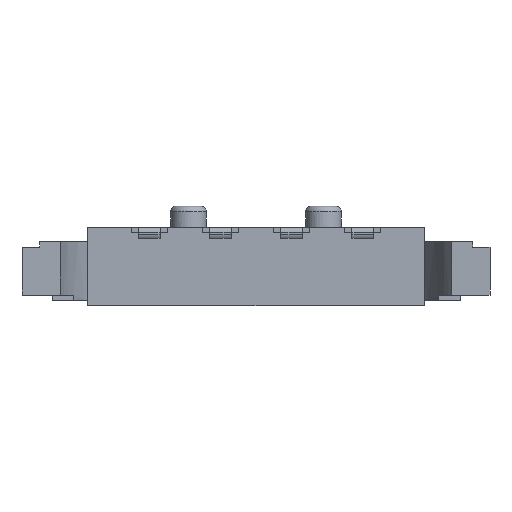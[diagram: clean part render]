
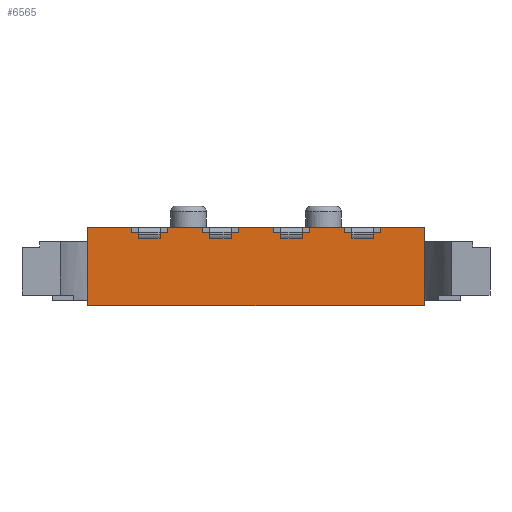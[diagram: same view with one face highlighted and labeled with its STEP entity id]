
A CAD part, front view. The second image highlights one B-rep face of the part: STEP entity #6565.
In plain terms, the highlighted planar face has unit normal (0, -1, 0).
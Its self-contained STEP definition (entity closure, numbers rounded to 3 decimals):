
#116=PLANE('',#7145);
#533=FACE_OUTER_BOUND('',#891,.T.);
#891=EDGE_LOOP('',(#5349,#5350,#5351,#5352,#5353,#5354,#5355,#5356,#5357,
#5358,#5359,#5360,#5361,#5362,#5363,#5364,#5365,#5366,#5367,#5368,#5369,
#5370,#5371,#5372,#5373,#5374,#5375,#5376,#5377,#5378,#5379,#5380,#5381,
#5382,#5383,#5384));
#1161=LINE('',#9590,#1841);
#1430=LINE('',#10447,#2110);
#1431=LINE('',#10451,#2111);
#1432=LINE('',#10453,#2112);
#1433=LINE('',#10455,#2113);
#1434=LINE('',#10457,#2114);
#1435=LINE('',#10458,#2115);
#1436=LINE('',#10460,#2116);
#1437=LINE('',#10462,#2117);
#1438=LINE('',#10464,#2118);
#1439=LINE('',#10466,#2119);
#1440=LINE('',#10468,#2120);
#1441=LINE('',#10470,#2121);
#1442=LINE('',#10472,#2122);
#1443=LINE('',#10474,#2123);
#1444=LINE('',#10476,#2124);
#1445=LINE('',#10478,#2125);
#1446=LINE('',#10480,#2126);
#1447=LINE('',#10482,#2127);
#1448=LINE('',#10484,#2128);
#1449=LINE('',#10486,#2129);
#1450=LINE('',#10488,#2130);
#1451=LINE('',#10490,#2131);
#1452=LINE('',#10492,#2132);
#1453=LINE('',#10494,#2133);
#1454=LINE('',#10496,#2134);
#1455=LINE('',#10498,#2135);
#1456=LINE('',#10500,#2136);
#1457=LINE('',#10502,#2137);
#1458=LINE('',#10504,#2138);
#1459=LINE('',#10506,#2139);
#1460=LINE('',#10508,#2140);
#1461=LINE('',#10510,#2141);
#1462=LINE('',#10512,#2142);
#1463=LINE('',#10514,#2143);
#1464=LINE('',#10515,#2144);
#1841=VECTOR('',#7591,9.454);
#2110=VECTOR('',#8500,2.2);
#2111=VECTOR('',#8503,0.15);
#2112=VECTOR('',#8504,0.2);
#2113=VECTOR('',#8505,0.15);
#2114=VECTOR('',#8506,1.227);
#2115=VECTOR('',#8507,2.2);
#2116=VECTOR('',#8508,1.227);
#2117=VECTOR('',#8509,0.15);
#2118=VECTOR('',#8510,0.2);
#2119=VECTOR('',#8511,0.15);
#2120=VECTOR('',#8512,0.6);
#2121=VECTOR('',#8513,0.15);
#2122=VECTOR('',#8514,0.2);
#2123=VECTOR('',#8515,0.15);
#2124=VECTOR('',#8516,1.);
#2125=VECTOR('',#8517,0.15);
#2126=VECTOR('',#8518,0.2);
#2127=VECTOR('',#8519,0.15);
#2128=VECTOR('',#8520,0.6);
#2129=VECTOR('',#8521,0.15);
#2130=VECTOR('',#8522,0.2);
#2131=VECTOR('',#8523,0.15);
#2132=VECTOR('',#8524,1.);
#2133=VECTOR('',#8525,0.15);
#2134=VECTOR('',#8526,0.2);
#2135=VECTOR('',#8527,0.15);
#2136=VECTOR('',#8528,0.6);
#2137=VECTOR('',#8529,0.15);
#2138=VECTOR('',#8530,0.2);
#2139=VECTOR('',#8531,0.15);
#2140=VECTOR('',#8532,1.);
#2141=VECTOR('',#8533,0.15);
#2142=VECTOR('',#8534,0.2);
#2143=VECTOR('',#8535,0.15);
#2144=VECTOR('',#8536,0.6);
#2845=VERTEX_POINT('',#9587);
#2846=VERTEX_POINT('',#9589);
#3114=VERTEX_POINT('',#10445);
#3115=VERTEX_POINT('',#10449);
#3116=VERTEX_POINT('',#10450);
#3117=VERTEX_POINT('',#10452);
#3118=VERTEX_POINT('',#10454);
#3119=VERTEX_POINT('',#10456);
#3120=VERTEX_POINT('',#10459);
#3121=VERTEX_POINT('',#10461);
#3122=VERTEX_POINT('',#10463);
#3123=VERTEX_POINT('',#10465);
#3124=VERTEX_POINT('',#10467);
#3125=VERTEX_POINT('',#10469);
#3126=VERTEX_POINT('',#10471);
#3127=VERTEX_POINT('',#10473);
#3128=VERTEX_POINT('',#10475);
#3129=VERTEX_POINT('',#10477);
#3130=VERTEX_POINT('',#10479);
#3131=VERTEX_POINT('',#10481);
#3132=VERTEX_POINT('',#10483);
#3133=VERTEX_POINT('',#10485);
#3134=VERTEX_POINT('',#10487);
#3135=VERTEX_POINT('',#10489);
#3136=VERTEX_POINT('',#10491);
#3137=VERTEX_POINT('',#10493);
#3138=VERTEX_POINT('',#10495);
#3139=VERTEX_POINT('',#10497);
#3140=VERTEX_POINT('',#10499);
#3141=VERTEX_POINT('',#10501);
#3142=VERTEX_POINT('',#10503);
#3143=VERTEX_POINT('',#10505);
#3144=VERTEX_POINT('',#10507);
#3145=VERTEX_POINT('',#10509);
#3146=VERTEX_POINT('',#10511);
#3147=VERTEX_POINT('',#10513);
#3483=EDGE_CURVE('',#2845,#2846,#1161,.T.);
#3920=EDGE_CURVE('',#3114,#2845,#1430,.T.);
#3921=EDGE_CURVE('',#3115,#3116,#1431,.T.);
#3922=EDGE_CURVE('',#3116,#3117,#1432,.T.);
#3923=EDGE_CURVE('',#3117,#3118,#1433,.T.);
#3924=EDGE_CURVE('',#3118,#3119,#1434,.T.);
#3925=EDGE_CURVE('',#3119,#2846,#1435,.T.);
#3926=EDGE_CURVE('',#3114,#3120,#1436,.T.);
#3927=EDGE_CURVE('',#3121,#3120,#1437,.T.);
#3928=EDGE_CURVE('',#3121,#3122,#1438,.T.);
#3929=EDGE_CURVE('',#3123,#3122,#1439,.T.);
#3930=EDGE_CURVE('',#3123,#3124,#1440,.T.);
#3931=EDGE_CURVE('',#3124,#3125,#1441,.T.);
#3932=EDGE_CURVE('',#3125,#3126,#1442,.T.);
#3933=EDGE_CURVE('',#3126,#3127,#1443,.T.);
#3934=EDGE_CURVE('',#3127,#3128,#1444,.T.);
#3935=EDGE_CURVE('',#3129,#3128,#1445,.T.);
#3936=EDGE_CURVE('',#3129,#3130,#1446,.T.);
#3937=EDGE_CURVE('',#3131,#3130,#1447,.T.);
#3938=EDGE_CURVE('',#3131,#3132,#1448,.T.);
#3939=EDGE_CURVE('',#3132,#3133,#1449,.T.);
#3940=EDGE_CURVE('',#3133,#3134,#1450,.T.);
#3941=EDGE_CURVE('',#3134,#3135,#1451,.T.);
#3942=EDGE_CURVE('',#3135,#3136,#1452,.T.);
#3943=EDGE_CURVE('',#3137,#3136,#1453,.T.);
#3944=EDGE_CURVE('',#3137,#3138,#1454,.T.);
#3945=EDGE_CURVE('',#3139,#3138,#1455,.T.);
#3946=EDGE_CURVE('',#3139,#3140,#1456,.T.);
#3947=EDGE_CURVE('',#3140,#3141,#1457,.T.);
#3948=EDGE_CURVE('',#3141,#3142,#1458,.T.);
#3949=EDGE_CURVE('',#3142,#3143,#1459,.T.);
#3950=EDGE_CURVE('',#3143,#3144,#1460,.T.);
#3951=EDGE_CURVE('',#3145,#3144,#1461,.T.);
#3952=EDGE_CURVE('',#3145,#3146,#1462,.T.);
#3953=EDGE_CURVE('',#3147,#3146,#1463,.T.);
#3954=EDGE_CURVE('',#3147,#3115,#1464,.T.);
#5349=ORIENTED_EDGE('',*,*,#3921,.T.);
#5350=ORIENTED_EDGE('',*,*,#3922,.T.);
#5351=ORIENTED_EDGE('',*,*,#3923,.T.);
#5352=ORIENTED_EDGE('',*,*,#3924,.T.);
#5353=ORIENTED_EDGE('',*,*,#3925,.T.);
#5354=ORIENTED_EDGE('',*,*,#3483,.F.);
#5355=ORIENTED_EDGE('',*,*,#3920,.F.);
#5356=ORIENTED_EDGE('',*,*,#3926,.T.);
#5357=ORIENTED_EDGE('',*,*,#3927,.F.);
#5358=ORIENTED_EDGE('',*,*,#3928,.T.);
#5359=ORIENTED_EDGE('',*,*,#3929,.F.);
#5360=ORIENTED_EDGE('',*,*,#3930,.T.);
#5361=ORIENTED_EDGE('',*,*,#3931,.T.);
#5362=ORIENTED_EDGE('',*,*,#3932,.T.);
#5363=ORIENTED_EDGE('',*,*,#3933,.T.);
#5364=ORIENTED_EDGE('',*,*,#3934,.T.);
#5365=ORIENTED_EDGE('',*,*,#3935,.F.);
#5366=ORIENTED_EDGE('',*,*,#3936,.T.);
#5367=ORIENTED_EDGE('',*,*,#3937,.F.);
#5368=ORIENTED_EDGE('',*,*,#3938,.T.);
#5369=ORIENTED_EDGE('',*,*,#3939,.T.);
#5370=ORIENTED_EDGE('',*,*,#3940,.T.);
#5371=ORIENTED_EDGE('',*,*,#3941,.T.);
#5372=ORIENTED_EDGE('',*,*,#3942,.T.);
#5373=ORIENTED_EDGE('',*,*,#3943,.F.);
#5374=ORIENTED_EDGE('',*,*,#3944,.T.);
#5375=ORIENTED_EDGE('',*,*,#3945,.F.);
#5376=ORIENTED_EDGE('',*,*,#3946,.T.);
#5377=ORIENTED_EDGE('',*,*,#3947,.T.);
#5378=ORIENTED_EDGE('',*,*,#3948,.T.);
#5379=ORIENTED_EDGE('',*,*,#3949,.T.);
#5380=ORIENTED_EDGE('',*,*,#3950,.T.);
#5381=ORIENTED_EDGE('',*,*,#3951,.F.);
#5382=ORIENTED_EDGE('',*,*,#3952,.T.);
#5383=ORIENTED_EDGE('',*,*,#3953,.F.);
#5384=ORIENTED_EDGE('',*,*,#3954,.T.);
#6565=ADVANCED_FACE('',(#533),#116,.T.);
#7145=AXIS2_PLACEMENT_3D('',#10448,#8501,#8502);
#7591=DIRECTION('',(-1.,0.,0.));
#8500=DIRECTION('',(0.,0.,-1.));
#8501=DIRECTION('center_axis',(0.,-1.,0.));
#8502=DIRECTION('ref_axis',(0.,0.,-1.));
#8503=DIRECTION('',(0.,0.,1.));
#8504=DIRECTION('',(-1.,0.,0.));
#8505=DIRECTION('',(0.,0.,1.));
#8506=DIRECTION('',(-1.,0.,0.));
#8507=DIRECTION('',(0.,0.,-1.));
#8508=DIRECTION('',(-1.,0.,0.));
#8509=DIRECTION('',(0.,0.,1.));
#8510=DIRECTION('',(-1.,0.,0.));
#8511=DIRECTION('',(0.,0.,1.));
#8512=DIRECTION('',(-1.,0.,0.));
#8513=DIRECTION('',(0.,0.,1.));
#8514=DIRECTION('',(-1.,0.,0.));
#8515=DIRECTION('',(0.,0.,1.));
#8516=DIRECTION('',(-1.,0.,0.));
#8517=DIRECTION('',(0.,0.,1.));
#8518=DIRECTION('',(-1.,0.,0.));
#8519=DIRECTION('',(0.,0.,1.));
#8520=DIRECTION('',(-1.,0.,0.));
#8521=DIRECTION('',(0.,0.,1.));
#8522=DIRECTION('',(-1.,0.,0.));
#8523=DIRECTION('',(0.,0.,1.));
#8524=DIRECTION('',(-1.,0.,0.));
#8525=DIRECTION('',(0.,0.,1.));
#8526=DIRECTION('',(-1.,0.,0.));
#8527=DIRECTION('',(0.,0.,1.));
#8528=DIRECTION('',(-1.,0.,0.));
#8529=DIRECTION('',(0.,0.,1.));
#8530=DIRECTION('',(-1.,0.,0.));
#8531=DIRECTION('',(0.,0.,1.));
#8532=DIRECTION('',(-1.,0.,0.));
#8533=DIRECTION('',(0.,0.,1.));
#8534=DIRECTION('',(-1.,0.,0.));
#8535=DIRECTION('',(0.,0.,1.));
#8536=DIRECTION('',(-1.,0.,0.));
#9587=CARTESIAN_POINT('',(4.727,0.,0.));
#9589=CARTESIAN_POINT('',(-4.727,0.,0.));
#9590=CARTESIAN_POINT('',(4.727,0.,0.));
#10445=CARTESIAN_POINT('',(4.727,0.,2.2));
#10447=CARTESIAN_POINT('',(4.727,0.,2.2));
#10448=CARTESIAN_POINT('Origin',(-4.727,0.,0.));
#10449=CARTESIAN_POINT('',(-3.3,0.,1.9));
#10450=CARTESIAN_POINT('',(-3.3,0.,2.05));
#10451=CARTESIAN_POINT('',(-3.3,0.,1.9));
#10452=CARTESIAN_POINT('',(-3.5,0.,2.05));
#10453=CARTESIAN_POINT('',(-3.3,0.,2.05));
#10454=CARTESIAN_POINT('',(-3.5,0.,2.2));
#10455=CARTESIAN_POINT('',(-3.5,0.,2.05));
#10456=CARTESIAN_POINT('',(-4.727,0.,2.2));
#10457=CARTESIAN_POINT('',(-3.5,0.,2.2));
#10458=CARTESIAN_POINT('',(-4.727,0.,2.2));
#10459=CARTESIAN_POINT('',(3.5,0.,2.2));
#10460=CARTESIAN_POINT('',(4.727,0.,2.2));
#10461=CARTESIAN_POINT('',(3.5,0.,2.05));
#10462=CARTESIAN_POINT('',(3.5,0.,2.05));
#10463=CARTESIAN_POINT('',(3.3,0.,2.05));
#10464=CARTESIAN_POINT('',(3.5,0.,2.05));
#10465=CARTESIAN_POINT('',(3.3,0.,1.9));
#10466=CARTESIAN_POINT('',(3.3,0.,1.9));
#10467=CARTESIAN_POINT('',(2.7,0.,1.9));
#10468=CARTESIAN_POINT('',(3.3,0.,1.9));
#10469=CARTESIAN_POINT('',(2.7,0.,2.05));
#10470=CARTESIAN_POINT('',(2.7,0.,1.9));
#10471=CARTESIAN_POINT('',(2.5,0.,2.05));
#10472=CARTESIAN_POINT('',(2.7,0.,2.05));
#10473=CARTESIAN_POINT('',(2.5,0.,2.2));
#10474=CARTESIAN_POINT('',(2.5,0.,2.05));
#10475=CARTESIAN_POINT('',(1.5,0.,2.2));
#10476=CARTESIAN_POINT('',(2.5,0.,2.2));
#10477=CARTESIAN_POINT('',(1.5,0.,2.05));
#10478=CARTESIAN_POINT('',(1.5,0.,2.05));
#10479=CARTESIAN_POINT('',(1.3,0.,2.05));
#10480=CARTESIAN_POINT('',(1.5,0.,2.05));
#10481=CARTESIAN_POINT('',(1.3,0.,1.9));
#10482=CARTESIAN_POINT('',(1.3,0.,1.9));
#10483=CARTESIAN_POINT('',(0.7,0.,1.9));
#10484=CARTESIAN_POINT('',(1.3,0.,1.9));
#10485=CARTESIAN_POINT('',(0.7,0.,2.05));
#10486=CARTESIAN_POINT('',(0.7,0.,1.9));
#10487=CARTESIAN_POINT('',(0.5,0.,2.05));
#10488=CARTESIAN_POINT('',(0.7,0.,2.05));
#10489=CARTESIAN_POINT('',(0.5,0.,2.2));
#10490=CARTESIAN_POINT('',(0.5,0.,2.05));
#10491=CARTESIAN_POINT('',(-0.5,0.,2.2));
#10492=CARTESIAN_POINT('',(0.5,0.,2.2));
#10493=CARTESIAN_POINT('',(-0.5,0.,2.05));
#10494=CARTESIAN_POINT('',(-0.5,0.,2.05));
#10495=CARTESIAN_POINT('',(-0.7,0.,2.05));
#10496=CARTESIAN_POINT('',(-0.5,0.,2.05));
#10497=CARTESIAN_POINT('',(-0.7,0.,1.9));
#10498=CARTESIAN_POINT('',(-0.7,0.,1.9));
#10499=CARTESIAN_POINT('',(-1.3,0.,1.9));
#10500=CARTESIAN_POINT('',(-0.7,0.,1.9));
#10501=CARTESIAN_POINT('',(-1.3,0.,2.05));
#10502=CARTESIAN_POINT('',(-1.3,0.,1.9));
#10503=CARTESIAN_POINT('',(-1.5,0.,2.05));
#10504=CARTESIAN_POINT('',(-1.3,0.,2.05));
#10505=CARTESIAN_POINT('',(-1.5,0.,2.2));
#10506=CARTESIAN_POINT('',(-1.5,0.,2.05));
#10507=CARTESIAN_POINT('',(-2.5,0.,2.2));
#10508=CARTESIAN_POINT('',(-1.5,0.,2.2));
#10509=CARTESIAN_POINT('',(-2.5,0.,2.05));
#10510=CARTESIAN_POINT('',(-2.5,0.,2.05));
#10511=CARTESIAN_POINT('',(-2.7,0.,2.05));
#10512=CARTESIAN_POINT('',(-2.5,0.,2.05));
#10513=CARTESIAN_POINT('',(-2.7,0.,1.9));
#10514=CARTESIAN_POINT('',(-2.7,0.,1.9));
#10515=CARTESIAN_POINT('',(-2.7,0.,1.9));
